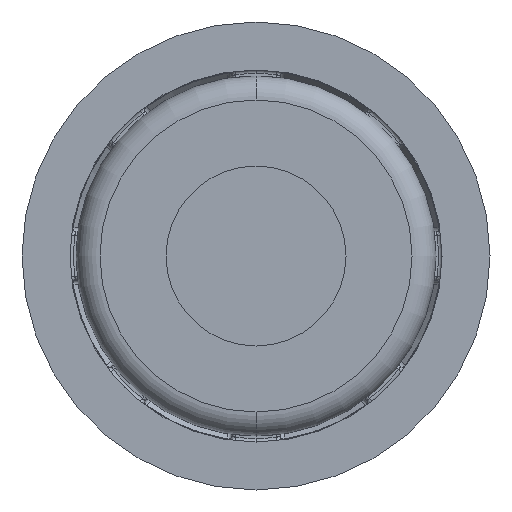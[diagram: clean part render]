
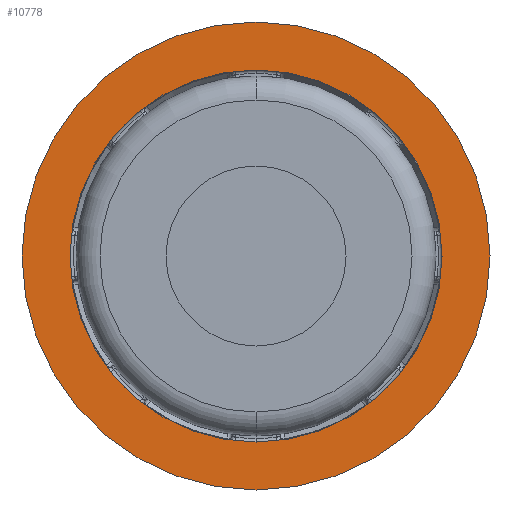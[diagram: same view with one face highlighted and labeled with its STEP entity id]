
A CAD part, front view. The second image highlights one B-rep face of the part: STEP entity #10778.
In plain terms, the highlighted planar face has unit normal (0, -1, 0).
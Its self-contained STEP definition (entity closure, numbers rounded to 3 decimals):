
#2601=CARTESIAN_POINT('',(0.,0.,0.));
#2602=DIRECTION('',(0.,1.,0.));
#2603=DIRECTION('',(0.,0.,-1.));
#2604=AXIS2_PLACEMENT_3D('',#2601,#2602,#2603);
#2609=CARTESIAN_POINT('',(0.,0.,0.));
#2610=DIRECTION('',(0.,1.,0.));
#2611=DIRECTION('',(0.,0.,1.));
#2612=AXIS2_PLACEMENT_3D('',#2609,#2610,#2611);
#2617=CARTESIAN_POINT('',(0.,0.,0.));
#2618=DIRECTION('',(0.,-1.,0.));
#2619=DIRECTION('',(0.,0.,-1.));
#2620=AXIS2_PLACEMENT_3D('',#2617,#2618,#2619);
#2625=CARTESIAN_POINT('',(0.,0.,0.));
#2626=DIRECTION('',(0.,-1.,0.));
#2627=DIRECTION('',(0.,0.,1.));
#2628=AXIS2_PLACEMENT_3D('',#2625,#2626,#2627);
#7416=CARTESIAN_POINT('',(0.,0.,-19.5));
#7417=VERTEX_POINT('',#7416);
#7418=CARTESIAN_POINT('',(0.,0.,19.5));
#7419=VERTEX_POINT('',#7418);
#7420=CARTESIAN_POINT('',(0.,0.,-15.5));
#7421=CARTESIAN_POINT('',(0.,0.,15.5));
#7422=VERTEX_POINT('',#7420);
#7423=VERTEX_POINT('',#7421);
#10762=CARTESIAN_POINT('',(-15.5,0.,0.));
#10763=DIRECTION('',(0.,-1.,0.));
#10764=DIRECTION('',(0.,0.,-1.));
#10765=AXIS2_PLACEMENT_3D('',#10762,#10763,#10764);
#10766=PLANE('',#10765);
#10768=ORIENTED_EDGE('',*,*,#10767,.T.);
#10770=ORIENTED_EDGE('',*,*,#10769,.T.);
#10771=EDGE_LOOP('',(#10768,#10770));
#10772=FACE_OUTER_BOUND('',#10771,.F.);
#10774=ORIENTED_EDGE('',*,*,#10773,.T.);
#10775=ORIENTED_EDGE('',*,*,#10711,.T.);
#10776=EDGE_LOOP('',(#10774,#10775));
#10777=FACE_BOUND('',#10776,.F.);
#2605=CIRCLE('',#2604,19.5);
#2613=CIRCLE('',#2612,19.5);
#2621=CIRCLE('',#2620,15.5);
#2629=CIRCLE('',#2628,15.5);
#10711=EDGE_CURVE('',#7423,#7422,#2629,.T.);
#10767=EDGE_CURVE('',#7417,#7419,#2605,.T.);
#10769=EDGE_CURVE('',#7419,#7417,#2613,.T.);
#10773=EDGE_CURVE('',#7422,#7423,#2621,.T.);
#10778=ADVANCED_FACE('',(#10772,#10777),#10766,.T.);
